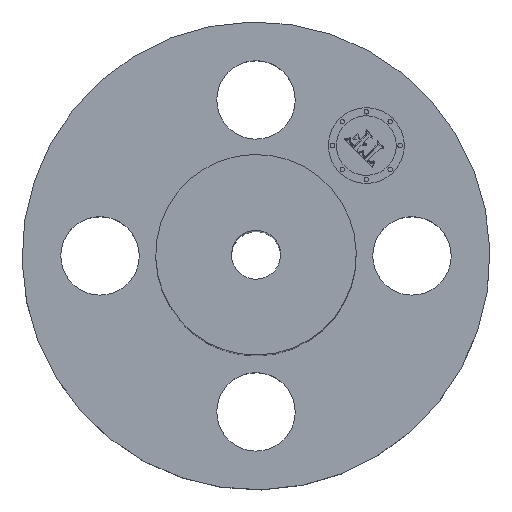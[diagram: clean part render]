
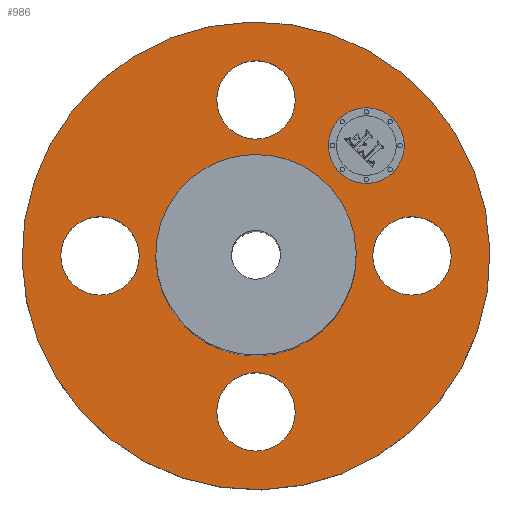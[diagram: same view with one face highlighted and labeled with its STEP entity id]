
A CAD part, top view. The second image highlights one B-rep face of the part: STEP entity #986.
In plain terms, the highlighted planar face has unit normal (0, 0, 1).
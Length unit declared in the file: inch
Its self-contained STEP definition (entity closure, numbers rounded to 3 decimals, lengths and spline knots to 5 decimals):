
#51=AXIS2_PLACEMENT_3D('Circle Axis2P3D',#49,#50,$) ;
#182=AXIS2_PLACEMENT_3D('Circle Axis2P3D',#180,#181,$) ;
#206=AXIS2_PLACEMENT_3D('Circle Axis2P3D',#204,#205,$) ;
#225=AXIS2_PLACEMENT_3D('Circle Axis2P3D',#223,#224,$) ;
#242=AXIS2_PLACEMENT_3D('Circle Axis2P3D',#240,#241,$) ;
#277=AXIS2_PLACEMENT_3D('Circle Axis2P3D',#275,#276,$) ;
#824=AXIS2_PLACEMENT_3D('Circle Axis2P3D',#822,#823,$) ;
#843=AXIS2_PLACEMENT_3D('Circle Axis2P3D',#841,#842,$) ;
#867=AXIS2_PLACEMENT_3D('Circle Axis2P3D',#865,#866,$) ;
#886=AXIS2_PLACEMENT_3D('Circle Axis2P3D',#884,#885,$) ;
#910=AXIS2_PLACEMENT_3D('Circle Axis2P3D',#908,#909,$) ;
#929=AXIS2_PLACEMENT_3D('Circle Axis2P3D',#927,#928,$) ;
#942=AXIS2_PLACEMENT_3D('Plane Axis2P3D',#939,#940,#941) ;
#970=AXIS2_PLACEMENT_3D('Circle Axis2P3D',#968,#969,$) ;
#979=AXIS2_PLACEMENT_3D('Circle Axis2P3D',#977,#978,$) ;
#44=CARTESIAN_POINT('Vertex',(1.36386,-0.21095,1.19)) ;
#49=CARTESIAN_POINT('Axis2P3D Location',(1.75,0.,1.19)) ;
#53=CARTESIAN_POINT('Vertex',(2.13614,0.21095,1.19)) ;
#180=CARTESIAN_POINT('Axis2P3D Location',(1.75,0.,1.19)) ;
#201=CARTESIAN_POINT('Vertex',(-1.25849,-2.30365,1.19)) ;
#204=CARTESIAN_POINT('Axis2P3D Location',(0.,0.,1.19)) ;
#208=CARTESIAN_POINT('Vertex',(1.25849,2.30365,1.19)) ;
#223=CARTESIAN_POINT('Axis2P3D Location',(0.,0.,1.19)) ;
#240=CARTESIAN_POINT('Axis2P3D Location',(0.,0.,1.19)) ;
#244=CARTESIAN_POINT('Vertex',(0.42669,0.78105,1.19)) ;
#246=CARTESIAN_POINT('Vertex',(-0.42669,-0.78105,1.19)) ;
#275=CARTESIAN_POINT('Axis2P3D Location',(0.,0.,1.19)) ;
#819=CARTESIAN_POINT('Vertex',(-0.21095,-1.36386,1.19)) ;
#822=CARTESIAN_POINT('Axis2P3D Location',(0.,-1.75,1.19)) ;
#826=CARTESIAN_POINT('Vertex',(0.21095,-2.13614,1.19)) ;
#841=CARTESIAN_POINT('Axis2P3D Location',(0.,-1.75,1.19)) ;
#862=CARTESIAN_POINT('Vertex',(-1.36386,0.21095,1.19)) ;
#865=CARTESIAN_POINT('Axis2P3D Location',(-1.75,0.,1.19)) ;
#869=CARTESIAN_POINT('Vertex',(-2.13614,-0.21095,1.19)) ;
#884=CARTESIAN_POINT('Axis2P3D Location',(-1.75,0.,1.19)) ;
#905=CARTESIAN_POINT('Vertex',(0.21095,1.36386,1.19)) ;
#908=CARTESIAN_POINT('Axis2P3D Location',(0.,1.75,1.19)) ;
#912=CARTESIAN_POINT('Vertex',(-0.21095,2.13614,1.19)) ;
#927=CARTESIAN_POINT('Axis2P3D Location',(0.,1.75,1.19)) ;
#939=CARTESIAN_POINT('Axis2P3D Location',(0.,2.625,1.19)) ;
#968=CARTESIAN_POINT('Axis2P3D Location',(1.23744,1.23744,1.19)) ;
#972=CARTESIAN_POINT('Vertex',(1.53796,0.93692,1.19)) ;
#974=CARTESIAN_POINT('Vertex',(0.93692,1.53796,1.19)) ;
#977=CARTESIAN_POINT('Axis2P3D Location',(1.23744,1.23744,1.19)) ;
#50=DIRECTION('Axis2P3D Direction',(0.,-0.,0.039)) ;
#181=DIRECTION('Axis2P3D Direction',(0.,-0.,0.039)) ;
#205=DIRECTION('Axis2P3D Direction',(0.,0.,-0.039)) ;
#224=DIRECTION('Axis2P3D Direction',(0.,0.,-0.039)) ;
#241=DIRECTION('Axis2P3D Direction',(0.,0.,-0.039)) ;
#276=DIRECTION('Axis2P3D Direction',(0.,0.,-0.039)) ;
#823=DIRECTION('Axis2P3D Direction',(-0.,0.,0.039)) ;
#842=DIRECTION('Axis2P3D Direction',(-0.,0.,0.039)) ;
#866=DIRECTION('Axis2P3D Direction',(0.,0.,0.039)) ;
#885=DIRECTION('Axis2P3D Direction',(0.,0.,0.039)) ;
#909=DIRECTION('Axis2P3D Direction',(0.,0.,0.039)) ;
#928=DIRECTION('Axis2P3D Direction',(0.,0.,0.039)) ;
#940=DIRECTION('Axis2P3D Direction',(0.,0.,-0.039)) ;
#941=DIRECTION('Axis2P3D XDirection',(0.039,0.,0.)) ;
#969=DIRECTION('Axis2P3D Direction',(0.,0.,-0.039)) ;
#978=DIRECTION('Axis2P3D Direction',(0.,0.,-0.039)) ;
#945=ORIENTED_EDGE('',*,*,#227,.F.) ;
#946=ORIENTED_EDGE('',*,*,#210,.F.) ;
#949=ORIENTED_EDGE('',*,*,#55,.T.) ;
#950=ORIENTED_EDGE('',*,*,#184,.T.) ;
#953=ORIENTED_EDGE('',*,*,#279,.T.) ;
#954=ORIENTED_EDGE('',*,*,#248,.T.) ;
#957=ORIENTED_EDGE('',*,*,#845,.T.) ;
#958=ORIENTED_EDGE('',*,*,#828,.T.) ;
#961=ORIENTED_EDGE('',*,*,#888,.T.) ;
#962=ORIENTED_EDGE('',*,*,#871,.T.) ;
#965=ORIENTED_EDGE('',*,*,#931,.T.) ;
#966=ORIENTED_EDGE('',*,*,#914,.T.) ;
#983=ORIENTED_EDGE('',*,*,#976,.F.) ;
#984=ORIENTED_EDGE('',*,*,#981,.F.) ;
#951=FACE_BOUND('',#948,.T.) ;
#955=FACE_BOUND('',#952,.T.) ;
#959=FACE_BOUND('',#956,.T.) ;
#963=FACE_BOUND('',#960,.T.) ;
#967=FACE_BOUND('',#964,.T.) ;
#985=FACE_BOUND('',#982,.T.) ;
#986=ADVANCED_FACE('PartBody',(#947,#951,#955,#959,#963,#967,#985),#943,.F.) ;
#52=CIRCLE('generated circle',#51,0.44) ;
#183=CIRCLE('generated circle',#182,0.44) ;
#207=CIRCLE('generated circle',#206,2.625) ;
#226=CIRCLE('generated circle',#225,2.625) ;
#243=CIRCLE('generated circle',#242,0.89) ;
#278=CIRCLE('generated circle',#277,0.89) ;
#825=CIRCLE('generated circle',#824,0.44) ;
#844=CIRCLE('generated circle',#843,0.44) ;
#868=CIRCLE('generated circle',#867,0.44) ;
#887=CIRCLE('generated circle',#886,0.44) ;
#911=CIRCLE('generated circle',#910,0.44) ;
#930=CIRCLE('generated circle',#929,0.44) ;
#971=CIRCLE('generated circle',#970,0.425) ;
#980=CIRCLE('generated circle',#979,0.425) ;
#55=EDGE_CURVE('',#54,#45,#52,.F.) ;
#184=EDGE_CURVE('',#45,#54,#183,.F.) ;
#210=EDGE_CURVE('',#202,#209,#207,.T.) ;
#227=EDGE_CURVE('',#209,#202,#226,.T.) ;
#248=EDGE_CURVE('',#245,#247,#243,.T.) ;
#279=EDGE_CURVE('',#247,#245,#278,.T.) ;
#828=EDGE_CURVE('',#827,#820,#825,.F.) ;
#845=EDGE_CURVE('',#820,#827,#844,.F.) ;
#871=EDGE_CURVE('',#870,#863,#868,.F.) ;
#888=EDGE_CURVE('',#863,#870,#887,.F.) ;
#914=EDGE_CURVE('',#913,#906,#911,.F.) ;
#931=EDGE_CURVE('',#906,#913,#930,.F.) ;
#976=EDGE_CURVE('',#973,#975,#971,.F.) ;
#981=EDGE_CURVE('',#975,#973,#980,.F.) ;
#944=EDGE_LOOP('',(#945,#946)) ;
#948=EDGE_LOOP('',(#949,#950)) ;
#952=EDGE_LOOP('',(#953,#954)) ;
#956=EDGE_LOOP('',(#957,#958)) ;
#960=EDGE_LOOP('',(#961,#962)) ;
#964=EDGE_LOOP('',(#965,#966)) ;
#982=EDGE_LOOP('',(#983,#984)) ;
#947=FACE_OUTER_BOUND('',#944,.T.) ;
#943=PLANE('',#942) ;
#45=VERTEX_POINT('',#44) ;
#54=VERTEX_POINT('',#53) ;
#202=VERTEX_POINT('',#201) ;
#209=VERTEX_POINT('',#208) ;
#245=VERTEX_POINT('',#244) ;
#247=VERTEX_POINT('',#246) ;
#820=VERTEX_POINT('',#819) ;
#827=VERTEX_POINT('',#826) ;
#863=VERTEX_POINT('',#862) ;
#870=VERTEX_POINT('',#869) ;
#906=VERTEX_POINT('',#905) ;
#913=VERTEX_POINT('',#912) ;
#973=VERTEX_POINT('',#972) ;
#975=VERTEX_POINT('',#974) ;
